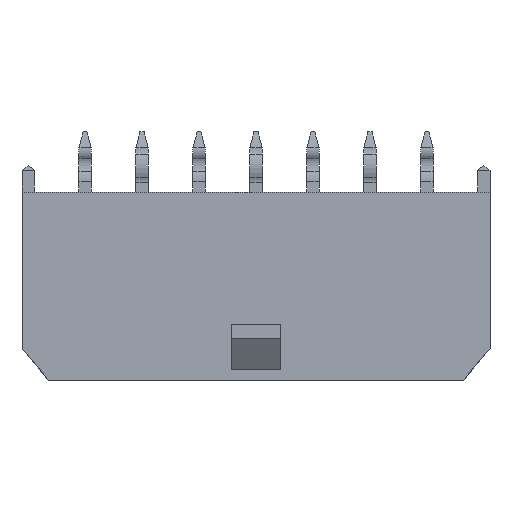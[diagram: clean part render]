
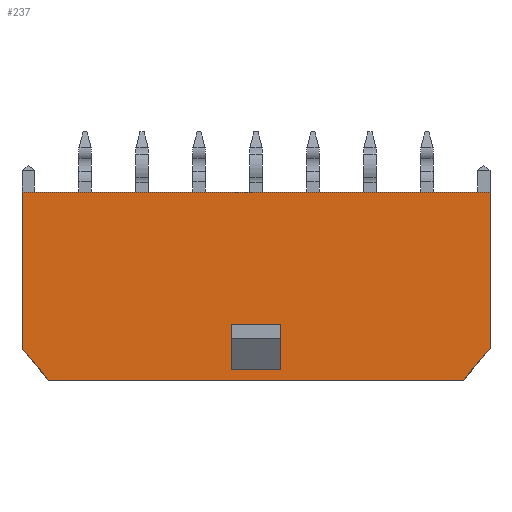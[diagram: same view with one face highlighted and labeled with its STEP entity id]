
A CAD part, top view. The second image highlights one B-rep face of the part: STEP entity #237.
In plain terms, the highlighted planar face has unit normal (0, 0, 1).
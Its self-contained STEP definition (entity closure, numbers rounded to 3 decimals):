
#103=FACE_BOUND('',#1002,.T.);
#104=FACE_BOUND('',#1003,.T.);
#237=ADVANCED_FACE('',(#103,#104),#503,.T.);
#503=PLANE('',#4801);
#1002=EDGE_LOOP('',(#1593,#1594,#1595,#1596,#1597,#1598));
#1003=EDGE_LOOP('',(#1599,#1600,#1601,#1602));
#1593=ORIENTED_EDGE('',*,*,#3217,.F.);
#1594=ORIENTED_EDGE('',*,*,#3182,.F.);
#1595=ORIENTED_EDGE('',*,*,#3045,.T.);
#1596=ORIENTED_EDGE('',*,*,#3257,.T.);
#1597=ORIENTED_EDGE('',*,*,#3214,.F.);
#1598=ORIENTED_EDGE('',*,*,#3252,.F.);
#1599=ORIENTED_EDGE('',*,*,#3258,.T.);
#1600=ORIENTED_EDGE('',*,*,#3259,.T.);
#1601=ORIENTED_EDGE('',*,*,#3260,.F.);
#1602=ORIENTED_EDGE('',*,*,#3261,.F.);
#2637=VERTEX_POINT('',#6554);
#2638=VERTEX_POINT('',#6556);
#2762=VERTEX_POINT('',#6837);
#2788=VERTEX_POINT('',#6895);
#2791=VERTEX_POINT('',#6900);
#2792=VERTEX_POINT('',#6904);
#2830=VERTEX_POINT('',#6987);
#2831=VERTEX_POINT('',#6988);
#2832=VERTEX_POINT('',#6990);
#2833=VERTEX_POINT('',#6992);
#3045=EDGE_CURVE('',#2638,#2637,#3639,.T.);
#3182=EDGE_CURVE('',#2638,#2762,#3740,.T.);
#3214=EDGE_CURVE('',#2791,#2788,#3772,.T.);
#3217=EDGE_CURVE('',#2762,#2792,#3775,.T.);
#3252=EDGE_CURVE('',#2792,#2791,#3810,.T.);
#3257=EDGE_CURVE('',#2637,#2788,#3815,.T.);
#3258=EDGE_CURVE('',#2830,#2831,#3816,.T.);
#3259=EDGE_CURVE('',#2831,#2832,#3817,.T.);
#3260=EDGE_CURVE('',#2833,#2832,#3818,.T.);
#3261=EDGE_CURVE('',#2830,#2833,#3819,.T.);
#3639=LINE('',#6555,#4197);
#3740=LINE('',#6836,#4298);
#3772=LINE('',#6901,#4330);
#3775=LINE('',#6907,#4333);
#3810=LINE('',#6977,#4368);
#3815=LINE('',#6985,#4373);
#3816=LINE('',#6986,#4374);
#3817=LINE('',#6989,#4375);
#3818=LINE('',#6991,#4376);
#3819=LINE('',#6993,#4377);
#4197=VECTOR('',#5236,1.);
#4298=VECTOR('',#5449,1.);
#4330=VECTOR('',#5487,1.);
#4333=VECTOR('',#5492,1.);
#4368=VECTOR('',#5529,1.);
#4373=VECTOR('',#5536,1.);
#4374=VECTOR('',#5537,1.);
#4375=VECTOR('',#5538,1.);
#4376=VECTOR('',#5539,1.);
#4377=VECTOR('',#5540,1.);
#4801=AXIS2_PLACEMENT_3D('',#6994,#5541,#5542);
#5236=DIRECTION('',(-1.,0.,0.));
#5449=DIRECTION('',(0.,-1.,0.));
#5487=DIRECTION('',(-0.643,0.766,0.));
#5492=DIRECTION('',(-0.643,-0.766,0.));
#5529=DIRECTION('',(-1.,0.,0.));
#5536=DIRECTION('',(0.,-1.,0.));
#5537=DIRECTION('',(-1.,0.,0.));
#5538=DIRECTION('',(0.,1.,0.));
#5539=DIRECTION('',(-1.,0.,0.));
#5540=DIRECTION('',(0.,1.,0.));
#5541=DIRECTION('',(0.,0.,1.));
#5542=DIRECTION('',(1.,0.,0.));
#6554=CARTESIAN_POINT('',(-12.32,9.9,3.86));
#6555=CARTESIAN_POINT('',(12.32,9.9,3.86));
#6556=CARTESIAN_POINT('',(12.32,9.9,3.86));
#6836=CARTESIAN_POINT('',(12.32,9.9,3.86));
#6837=CARTESIAN_POINT('',(12.32,1.668,3.86));
#6895=CARTESIAN_POINT('',(-12.32,1.668,3.86));
#6900=CARTESIAN_POINT('',(-10.92,0.,3.86));
#6901=CARTESIAN_POINT('',(-10.92,0.,3.86));
#6904=CARTESIAN_POINT('',(10.92,0.,3.86));
#6907=CARTESIAN_POINT('',(12.32,1.668,3.86));
#6977=CARTESIAN_POINT('',(12.32,0.,3.86));
#6985=CARTESIAN_POINT('',(-12.32,9.9,3.86));
#6986=CARTESIAN_POINT('',(1.3,0.54,3.86));
#6987=CARTESIAN_POINT('',(1.3,0.54,3.86));
#6988=CARTESIAN_POINT('',(-1.3,0.54,3.86));
#6989=CARTESIAN_POINT('',(-1.3,0.54,3.86));
#6990=CARTESIAN_POINT('',(-1.3,2.95,3.86));
#6991=CARTESIAN_POINT('',(1.3,2.95,3.86));
#6992=CARTESIAN_POINT('',(1.3,2.95,3.86));
#6993=CARTESIAN_POINT('',(1.3,0.54,3.86));
#6994=CARTESIAN_POINT('',(12.32,9.9,3.86));
